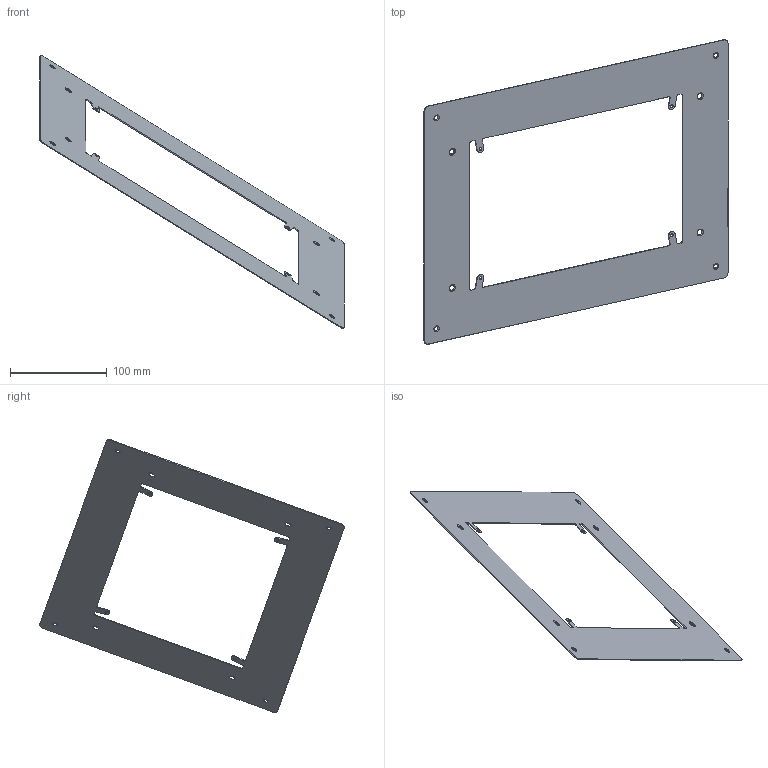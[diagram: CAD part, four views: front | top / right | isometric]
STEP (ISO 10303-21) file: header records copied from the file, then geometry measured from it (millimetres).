
FILE_DESCRIPTION(('CATIA V5 STEP Exchange'),'2;1');
FILE_NAME('TS-SMART18-ADT.stp','2025-02-17T13:40:35+00:00',('none'),('none'),'CATIA Version 5-6 Release 2016 SP6','CATIA V5 STEP AP203','none');
FILE_SCHEMA(('CONFIG_CONTROL_DESIGN'));
Length unit declared in the file: millimetre
Products named in the file (1): TS-SMART18-ADT
Assembly tree (2 placements, depth 2):
  TS-SMART18-ADT
    #57
    #2224
Bounding box: 314.65 x 315.48 x 282.2 mm (x, y, z)
Volume: 55400.6 mm3; surface area: 113265.5 mm2
Topology: 1 solids, 1 shells, 66 faces, 194 edges, 132 vertices
Faces by surface type: cylinder 28, plane 22, cone 16
Entity records: 2253 total; most frequent: CARTESIAN_POINT 388, ORIENTED_EDGE 384, DIRECTION 318, EDGE_CURVE 192, AXIS2_PLACEMENT_3D 150, VERTEX_POINT 128, VECTOR 106, LINE 106
